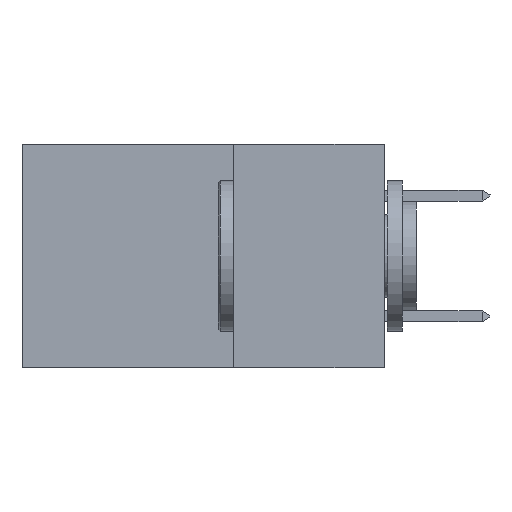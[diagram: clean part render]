
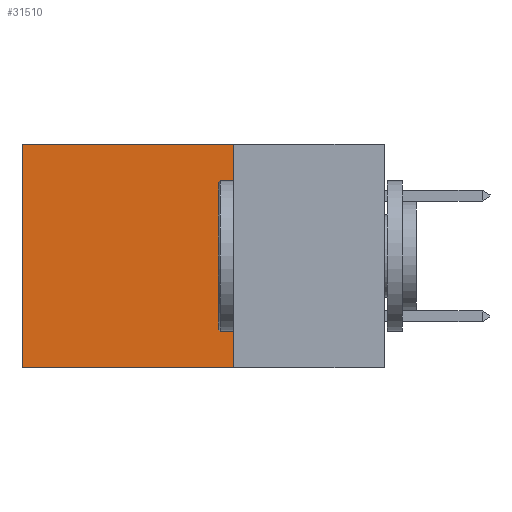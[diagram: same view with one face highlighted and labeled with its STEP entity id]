
A CAD part, left-side view. The second image highlights one B-rep face of the part: STEP entity #31510.
In plain terms, the highlighted planar face has unit normal (-1, 0, 0).
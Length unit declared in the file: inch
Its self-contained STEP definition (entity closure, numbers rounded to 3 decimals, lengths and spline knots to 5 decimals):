
#417 = CARTESIAN_POINT ( 'NONE',  ( 0.2875, 0.6, 0. ) ) ;
#546 = DIRECTION ( 'NONE',  ( 0., 0., -1. ) ) ;
#1942 = EDGE_CURVE ( 'NONE', #17508, #34104, #10765, .T. ) ;
#3528 = LINE ( 'NONE', #417, #10194 ) ;
#4020 = DIRECTION ( 'NONE',  ( 0., 1., 0. ) ) ;
#5005 = EDGE_CURVE ( 'NONE', #17508, #23703, #5175, .T. ) ;
#5175 = LINE ( 'NONE', #22482, #34652 ) ;
#6519 = FACE_OUTER_BOUND ( 'NONE', #11626, .T. ) ;
#6777 = ORIENTED_EDGE ( 'NONE', *, *, #5005, .F. ) ;
#6984 = PLANE ( 'NONE',  #14454 ) ;
#8243 = DIRECTION ( 'NONE',  ( 0., 0., -1. ) ) ;
#9859 = DIRECTION ( 'NONE',  ( 1., 0., 0. ) ) ;
#10017 = CARTESIAN_POINT ( 'NONE',  ( 0.2875, 0.25, -0.37 ) ) ;
#10194 = VECTOR ( 'NONE', #546, 39.37008 ) ;
#10492 = CARTESIAN_POINT ( 'NONE',  ( 0.2875, 0.25, -0.37 ) ) ;
#10765 = LINE ( 'NONE', #35351, #32685 ) ;
#11311 = ORIENTED_EDGE ( 'NONE', *, *, #36329, .T. ) ;
#11626 = EDGE_LOOP ( 'NONE', ( #11311, #28534, #6777, #19463 ) ) ;
#14454 = AXIS2_PLACEMENT_3D ( 'NONE', #26978, #9859, #29836 ) ;
#14988 = CARTESIAN_POINT ( 'NONE',  ( 0.2875, 0.6, 0. ) ) ;
#15732 = DIRECTION ( 'NONE',  ( 0., 1., 0. ) ) ;
#17508 = VERTEX_POINT ( 'NONE', #23986 ) ;
#19135 = VERTEX_POINT ( 'NONE', #19258 ) ;
#19258 = CARTESIAN_POINT ( 'NONE',  ( 0.2875, 0.6, -0.37 ) ) ;
#19463 = ORIENTED_EDGE ( 'NONE', *, *, #1942, .T. ) ;
#20727 = VECTOR ( 'NONE', #15732, 39.37008 ) ;
#22482 = CARTESIAN_POINT ( 'NONE',  ( 0.2875, 0.25, 0. ) ) ;
#22627 = EDGE_CURVE ( 'NONE', #23703, #19135, #28346, .T. ) ;
#23703 = VERTEX_POINT ( 'NONE', #10492 ) ;
#23986 = CARTESIAN_POINT ( 'NONE',  ( 0.2875, 0.25, 0. ) ) ;
#26978 = CARTESIAN_POINT ( 'NONE',  ( 0.2875, 0.25, 0. ) ) ;
#28346 = LINE ( 'NONE', #10017, #20727 ) ;
#28534 = ORIENTED_EDGE ( 'NONE', *, *, #22627, .F. ) ;
#29836 = DIRECTION ( 'NONE',  ( 0., 0., -1. ) ) ;
#31510 = ADVANCED_FACE ( 'NONE', ( #6519 ), #6984, .F. ) ;
#32685 = VECTOR ( 'NONE', #4020, 39.37008 ) ;
#34104 = VERTEX_POINT ( 'NONE', #14988 ) ;
#34652 = VECTOR ( 'NONE', #8243, 39.37008 ) ;
#35351 = CARTESIAN_POINT ( 'NONE',  ( 0.2875, 0.25, 0. ) ) ;
#36329 = EDGE_CURVE ( 'NONE', #34104, #19135, #3528, .T. ) ;
